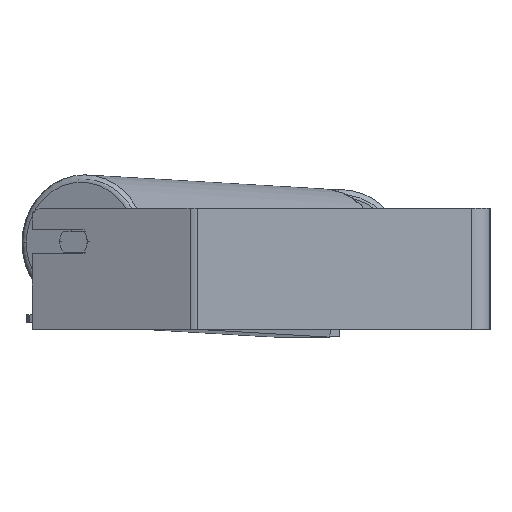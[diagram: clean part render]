
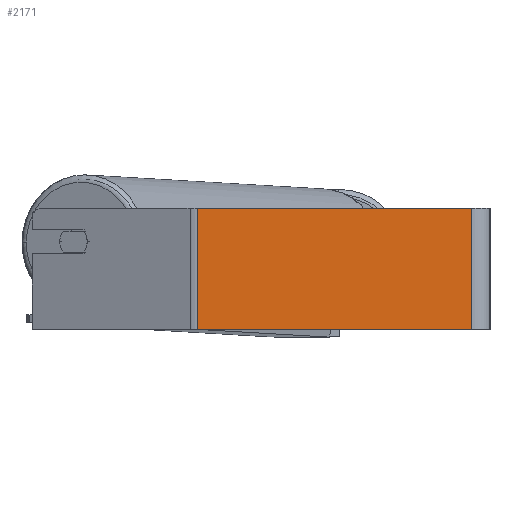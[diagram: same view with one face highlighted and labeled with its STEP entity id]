
A CAD part, left-side view. The second image highlights one B-rep face of the part: STEP entity #2171.
In plain terms, the highlighted planar face has unit normal (-1, 0, 0).
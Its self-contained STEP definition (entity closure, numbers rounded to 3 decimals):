
#106 = DIRECTION ( 'NONE',  ( 1., 0., 0. ) ) ;
#129 = CARTESIAN_POINT ( 'NONE',  ( -620., 195.729, -40. ) ) ;
#351 = AXIS2_PLACEMENT_3D ( 'NONE', #5103, #106, #924 ) ;
#759 = CARTESIAN_POINT ( 'NONE',  ( -620., 193.069, 40. ) ) ;
#764 = DIRECTION ( 'NONE',  ( 0., -1., 0. ) ) ;
#924 = DIRECTION ( 'NONE',  ( 0., 0., -1. ) ) ;
#1252 = VECTOR ( 'NONE', #8179, 1000. ) ;
#1267 = VERTEX_POINT ( 'NONE', #4153 ) ;
#1694 = ORIENTED_EDGE ( 'NONE', *, *, #6599, .F. ) ;
#2171 = ADVANCED_FACE ( 'NONE', ( #7189 ), #2378, .F. ) ;
#2378 = PLANE ( 'NONE',  #351 ) ;
#2755 = CARTESIAN_POINT ( 'NONE',  ( -620., 12., 40. ) ) ;
#3011 = EDGE_CURVE ( 'NONE', #3406, #4127, #7072, .T. ) ;
#3140 = VECTOR ( 'NONE', #764, 1000. ) ;
#3406 = VERTEX_POINT ( 'NONE', #5916 ) ;
#3557 = CARTESIAN_POINT ( 'NONE',  ( -620., 12., 40. ) ) ;
#3610 = VECTOR ( 'NONE', #5069, 1000. ) ;
#4000 = LINE ( 'NONE', #5397, #1252 ) ;
#4042 = VERTEX_POINT ( 'NONE', #3557 ) ;
#4127 = VERTEX_POINT ( 'NONE', #8805 ) ;
#4153 = CARTESIAN_POINT ( 'NONE',  ( -620., 193.069, 40. ) ) ;
#4226 = EDGE_CURVE ( 'NONE', #4042, #4127, #6919, .T. ) ;
#4874 = LINE ( 'NONE', #759, #3610 ) ;
#5069 = DIRECTION ( 'NONE',  ( 0., 0., -1. ) ) ;
#5103 = CARTESIAN_POINT ( 'NONE',  ( -620., 195.729, 40. ) ) ;
#5397 = CARTESIAN_POINT ( 'NONE',  ( -620., 195.729, 40. ) ) ;
#5423 = DIRECTION ( 'NONE',  ( 0., 0., -1. ) ) ;
#5764 = EDGE_LOOP ( 'NONE', ( #8947, #6451, #1694, #7185 ) ) ;
#5916 = CARTESIAN_POINT ( 'NONE',  ( -620., 193.069, -40. ) ) ;
#6451 = ORIENTED_EDGE ( 'NONE', *, *, #4226, .F. ) ;
#6599 = EDGE_CURVE ( 'NONE', #1267, #4042, #4000, .T. ) ;
#6751 = EDGE_CURVE ( 'NONE', #1267, #3406, #4874, .T. ) ;
#6919 = LINE ( 'NONE', #2755, #7809 ) ;
#7072 = LINE ( 'NONE', #129, #3140 ) ;
#7185 = ORIENTED_EDGE ( 'NONE', *, *, #6751, .T. ) ;
#7189 = FACE_OUTER_BOUND ( 'NONE', #5764, .T. ) ;
#7809 = VECTOR ( 'NONE', #5423, 1000. ) ;
#8179 = DIRECTION ( 'NONE',  ( 0., -1., 0. ) ) ;
#8805 = CARTESIAN_POINT ( 'NONE',  ( -620., 12., -40. ) ) ;
#8947 = ORIENTED_EDGE ( 'NONE', *, *, #3011, .T. ) ;
